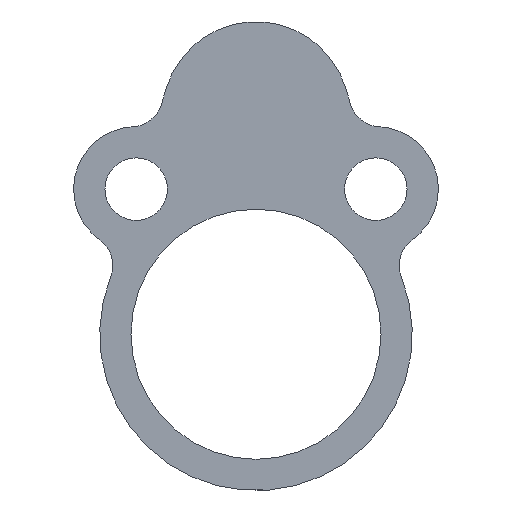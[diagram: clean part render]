
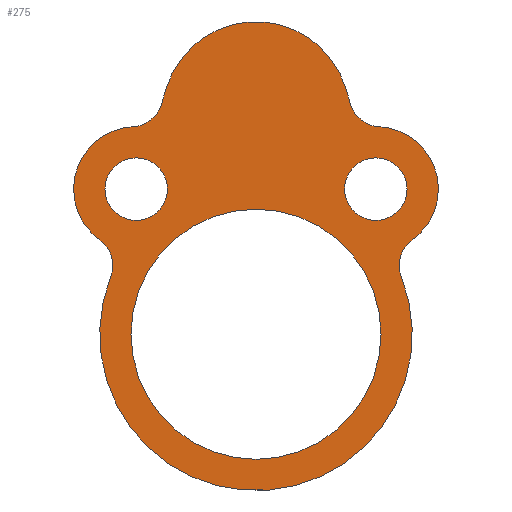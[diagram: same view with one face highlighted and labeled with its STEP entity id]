
A CAD part, front view. The second image highlights one B-rep face of the part: STEP entity #275.
In plain terms, the highlighted planar face has unit normal (0, -1, 0).
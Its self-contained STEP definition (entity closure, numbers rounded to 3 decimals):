
#15=LINE('',#425,#29);
#26=LINE('',#475,#40);
#29=VECTOR('',#338,1.051);
#40=VECTOR('',#393,1.051);
#45=PLANE('',#314);
#50=FACE_BOUND('',#88,.T.);
#51=FACE_BOUND('',#89,.T.);
#52=FACE_BOUND('',#90,.T.);
#69=FACE_OUTER_BOUND('',#87,.T.);
#87=EDGE_LOOP('',(#225,#226,#227,#228,#229,#230,#231,#232,#233,#234));
#88=EDGE_LOOP('',(#235));
#89=EDGE_LOOP('',(#236));
#90=EDGE_LOOP('',(#237));
#96=CIRCLE('',#281,8.);
#98=CIRCLE('',#284,2.);
#100=CIRCLE('',#287,2.);
#101=CIRCLE('',#290,2.);
#103=CIRCLE('',#293,4.);
#105=CIRCLE('',#296,2.);
#107=CIRCLE('',#299,10.);
#109=CIRCLE('',#302,2.);
#111=CIRCLE('',#305,4.);
#113=CIRCLE('',#308,2.);
#115=CIRCLE('',#312,6.);
#118=VERTEX_POINT('',#410);
#120=VERTEX_POINT('',#415);
#122=VERTEX_POINT('',#420);
#123=VERTEX_POINT('',#423);
#124=VERTEX_POINT('',#424);
#127=VERTEX_POINT('',#432);
#129=VERTEX_POINT('',#438);
#131=VERTEX_POINT('',#444);
#133=VERTEX_POINT('',#450);
#135=VERTEX_POINT('',#456);
#137=VERTEX_POINT('',#462);
#139=VERTEX_POINT('',#468);
#141=VERTEX_POINT('',#474);
#144=EDGE_CURVE('',#118,#118,#96,.T.);
#146=EDGE_CURVE('',#120,#120,#98,.T.);
#148=EDGE_CURVE('',#122,#122,#100,.T.);
#149=EDGE_CURVE('',#123,#124,#15,.T.);
#153=EDGE_CURVE('',#124,#127,#101,.T.);
#156=EDGE_CURVE('',#127,#129,#103,.T.);
#159=EDGE_CURVE('',#129,#131,#105,.T.);
#162=EDGE_CURVE('',#131,#133,#107,.T.);
#165=EDGE_CURVE('',#133,#135,#109,.T.);
#168=EDGE_CURVE('',#135,#137,#111,.T.);
#171=EDGE_CURVE('',#137,#139,#113,.T.);
#174=EDGE_CURVE('',#139,#141,#26,.T.);
#177=EDGE_CURVE('',#141,#123,#115,.T.);
#225=ORIENTED_EDGE('',*,*,#177,.T.);
#226=ORIENTED_EDGE('',*,*,#149,.T.);
#227=ORIENTED_EDGE('',*,*,#153,.T.);
#228=ORIENTED_EDGE('',*,*,#156,.T.);
#229=ORIENTED_EDGE('',*,*,#159,.T.);
#230=ORIENTED_EDGE('',*,*,#162,.T.);
#231=ORIENTED_EDGE('',*,*,#165,.T.);
#232=ORIENTED_EDGE('',*,*,#168,.T.);
#233=ORIENTED_EDGE('',*,*,#171,.T.);
#234=ORIENTED_EDGE('',*,*,#174,.T.);
#235=ORIENTED_EDGE('',*,*,#144,.T.);
#236=ORIENTED_EDGE('',*,*,#146,.T.);
#237=ORIENTED_EDGE('',*,*,#148,.T.);
#275=ADVANCED_FACE('',(#69,#50,#51,#52),#45,.F.);
#281=AXIS2_PLACEMENT_3D('',#411,#322,#323);
#284=AXIS2_PLACEMENT_3D('',#416,#328,#329);
#287=AXIS2_PLACEMENT_3D('',#421,#334,#335);
#290=AXIS2_PLACEMENT_3D('',#433,#344,#345);
#293=AXIS2_PLACEMENT_3D('',#439,#351,#352);
#296=AXIS2_PLACEMENT_3D('',#445,#358,#359);
#299=AXIS2_PLACEMENT_3D('',#451,#365,#366);
#302=AXIS2_PLACEMENT_3D('',#457,#372,#373);
#305=AXIS2_PLACEMENT_3D('',#463,#379,#380);
#308=AXIS2_PLACEMENT_3D('',#469,#386,#387);
#312=AXIS2_PLACEMENT_3D('',#480,#398,#399);
#314=AXIS2_PLACEMENT_3D('',#482,#402,#403);
#322=DIRECTION('center_axis',(0.,1.,0.));
#323=DIRECTION('ref_axis',(1.,0.,0.));
#328=DIRECTION('center_axis',(0.,1.,0.));
#329=DIRECTION('ref_axis',(1.,0.,0.));
#334=DIRECTION('center_axis',(0.,1.,0.));
#335=DIRECTION('ref_axis',(1.,0.,0.));
#338=DIRECTION('',(-0.286,0.,-0.958));
#344=DIRECTION('center_axis',(0.,1.,0.));
#345=DIRECTION('ref_axis',(0.958,0.,-0.286));
#351=DIRECTION('center_axis',(0.,-1.,0.));
#352=DIRECTION('ref_axis',(0.582,0.,0.813));
#358=DIRECTION('center_axis',(0.,1.,0.));
#359=DIRECTION('ref_axis',(0.582,0.,0.813));
#365=DIRECTION('center_axis',(0.,-1.,0.));
#366=DIRECTION('ref_axis',(-0.93,0.,-0.367));
#372=DIRECTION('center_axis',(0.,1.,0.));
#373=DIRECTION('ref_axis',(-0.93,0.,-0.367));
#379=DIRECTION('center_axis',(0.,-1.,0.));
#380=DIRECTION('ref_axis',(-0.05,0.,-0.999));
#386=DIRECTION('center_axis',(0.,1.,0.));
#387=DIRECTION('ref_axis',(-0.05,0.,-0.999));
#393=DIRECTION('',(-0.286,0.,0.958));
#398=DIRECTION('center_axis',(0.,-1.,0.));
#399=DIRECTION('ref_axis',(0.958,0.,-0.286));
#402=DIRECTION('center_axis',(0.,1.,0.));
#403=DIRECTION('ref_axis',(0.,0.,1.));
#410=CARTESIAN_POINT('',(-8.,0.,8.));
#411=CARTESIAN_POINT('Origin',(0.,0.,8.));
#415=CARTESIAN_POINT('',(5.667,0.,17.286));
#416=CARTESIAN_POINT('Origin',(7.667,0.,17.286));
#420=CARTESIAN_POINT('',(-9.667,0.,17.286));
#421=CARTESIAN_POINT('Origin',(-7.667,0.,17.286));
#423=CARTESIAN_POINT('',(-5.75,0.,23.714));
#424=CARTESIAN_POINT('',(-6.05,0.,22.707));
#425=CARTESIAN_POINT('',(-5.75,0.,23.714));
#432=CARTESIAN_POINT('',(-7.867,0.,21.281));
#433=CARTESIAN_POINT('Origin',(-7.967,0.,23.278));
#438=CARTESIAN_POINT('',(-9.996,0.,14.034));
#439=CARTESIAN_POINT('Origin',(-7.667,0.,17.286));
#444=CARTESIAN_POINT('',(-9.301,0.,11.674));
#445=CARTESIAN_POINT('Origin',(-11.161,0.,12.408));
#450=CARTESIAN_POINT('',(9.301,0.,11.674));
#451=CARTESIAN_POINT('Origin',(0.,0.,8.));
#456=CARTESIAN_POINT('',(9.996,0.,14.034));
#457=CARTESIAN_POINT('Origin',(11.161,0.,12.408));
#462=CARTESIAN_POINT('',(7.867,0.,21.281));
#463=CARTESIAN_POINT('Origin',(7.667,0.,17.286));
#468=CARTESIAN_POINT('',(6.05,0.,22.707));
#469=CARTESIAN_POINT('Origin',(7.967,0.,23.278));
#474=CARTESIAN_POINT('',(5.75,0.,23.714));
#475=CARTESIAN_POINT('',(6.05,0.,22.707));
#480=CARTESIAN_POINT('Origin',(0.,0.,22.));
#482=CARTESIAN_POINT('Origin',(0.,0.,13.));
